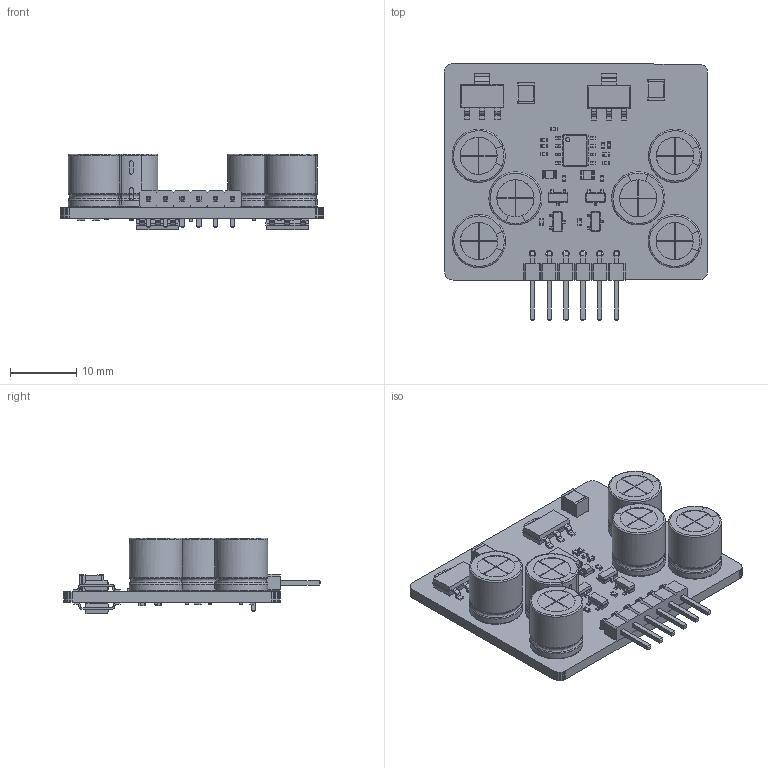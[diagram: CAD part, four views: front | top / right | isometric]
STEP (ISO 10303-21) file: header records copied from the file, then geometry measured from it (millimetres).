
FILE_DESCRIPTION(('KiCad electronic assembly'),'2;1');
FILE_NAME('Discrete_linear_regulator.step','2023-05-30T13:31:16',( 'Pcbnew'),('Kicad'),'Open CASCADE STEP processor 7.6', 'KiCad to STEP converter','Unknown');
FILE_SCHEMA(('AUTOMOTIVE_DESIGN { 1 0 10303 214 1 1 1 1 }'));
Length unit declared in the file: millimetre
Products named in the file (20): Discrete_linear_regulator 1; SOIC-8_3.9x4.9mm_P1.27mm; SOLID; SOT-23; SOT-223; R_0402_1005Metric; CP_Radial_D8.0mm_P3.50mm; C_0402_1005Metric; LED_0805_2012Metric; PinHeader_1x06_P2.54mm_Horizontal; C_1210_3225Metric; _autosave-Discrete_linear_regulator PCB
Assembly tree (50 placements, depth 3):
  Discrete_linear_regulator 1
    SOIC-8_3.9x4.9mm_P1.27mm
      SOLID
    SOT-23  x4
      SOLID
    SOT-223  x4
      SOLID
    R_0402_1005Metric  x14
      SOLID
    CP_Radial_D8.0mm_P3.50mm  x6
      SOLID
    C_0402_1005Metric  x6
      SOLID
    LED_0805_2012Metric  x2
      SOLID
    PinHeader_1x06_P2.54mm_Horizontal
      SOLID
    C_1210_3225Metric  x2
      SOLID
    _autosave-Discrete_linear_regulator PCB
Bounding box: 39.65 x 38.66 x 11.38 mm (x, y, z)
Volume: 4726.4 mm3; surface area: 6097.4 mm2
Topology: 41 solids, 47 shells, 2010 faces, 5079 edges, 3212 vertices
Faces by surface type: plane 1227, cylinder 483, bspline 252, revolution 36, torus 12
Full cylindrical faces by diameter (mm): 0.5 x12, 0.6 x1, 0.8 x12, 1 x6
Entity records: 52708 total; most frequent: CARTESIAN_POINT 10866, DIRECTION 6733, LINE 4626, VECTOR 4626, ORIENTED_EDGE 3680, PCURVE 3680, DEFINITIONAL_REPRESENTATION 3680, EDGE_CURVE 1840
